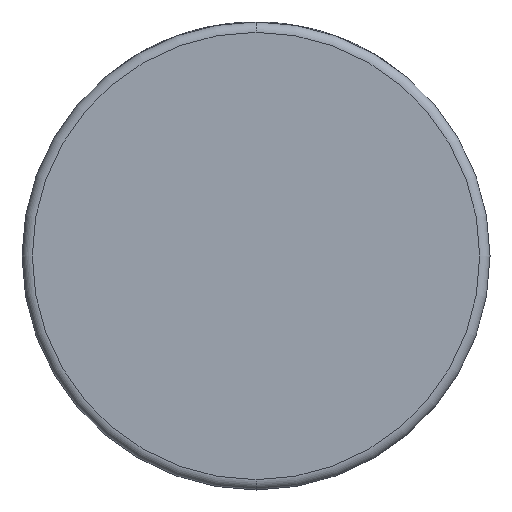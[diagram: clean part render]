
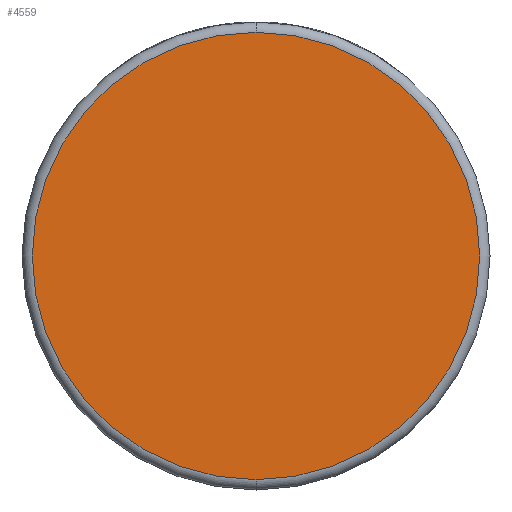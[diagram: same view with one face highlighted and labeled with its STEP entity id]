
A CAD part, front view. The second image highlights one B-rep face of the part: STEP entity #4559.
In plain terms, the highlighted planar face has unit normal (0, -1, 0).
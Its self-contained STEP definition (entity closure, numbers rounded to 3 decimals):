
#530 = AXIS2_PLACEMENT_3D ( 'NONE', #2052, #2164, #1781 ) ;
#555 = DIRECTION ( 'NONE',  ( 0., 1., 0. ) ) ;
#591 = CARTESIAN_POINT ( 'NONE',  ( 0., 0., 0. ) ) ;
#1678 = DIRECTION ( 'NONE',  ( 0., -1., 0. ) ) ;
#1716 = AXIS2_PLACEMENT_3D ( 'NONE', #591, #555, #2522 ) ;
#1781 = DIRECTION ( 'NONE',  ( 0., 0., 1. ) ) ;
#2002 = CIRCLE ( 'NONE', #530, 43.5 ) ;
#2052 = CARTESIAN_POINT ( 'NONE',  ( 0., 0., 0. ) ) ;
#2164 = DIRECTION ( 'NONE',  ( 0., -1., 0. ) ) ;
#2215 = VERTEX_POINT ( 'NONE', #2583 ) ;
#2496 = FACE_OUTER_BOUND ( 'NONE', #2517, .T. ) ;
#2517 = EDGE_LOOP ( 'NONE', ( #4608, #3554 ) ) ;
#2522 = DIRECTION ( 'NONE',  ( 0., 0., 1. ) ) ;
#2583 = CARTESIAN_POINT ( 'NONE',  ( 0., 0., 43.5 ) ) ;
#3144 = AXIS2_PLACEMENT_3D ( 'NONE', #4758, #1678, #4403 ) ;
#3554 = ORIENTED_EDGE ( 'NONE', *, *, #4392, .T. ) ;
#3636 = PLANE ( 'NONE',  #1716 ) ;
#3868 = VERTEX_POINT ( 'NONE', #4762 ) ;
#4392 = EDGE_CURVE ( 'NONE', #3868, #2215, #2002, .T. ) ;
#4403 = DIRECTION ( 'NONE',  ( 0., 0., 1. ) ) ;
#4505 = CIRCLE ( 'NONE', #3144, 43.5 ) ;
#4559 = ADVANCED_FACE ( 'NONE', ( #2496 ), #3636, .F. ) ;
#4608 = ORIENTED_EDGE ( 'NONE', *, *, #4983, .T. ) ;
#4758 = CARTESIAN_POINT ( 'NONE',  ( 0., 0., 0. ) ) ;
#4762 = CARTESIAN_POINT ( 'NONE',  ( 0., 0., -43.5 ) ) ;
#4983 = EDGE_CURVE ( 'NONE', #2215, #3868, #4505, .T. ) ;
